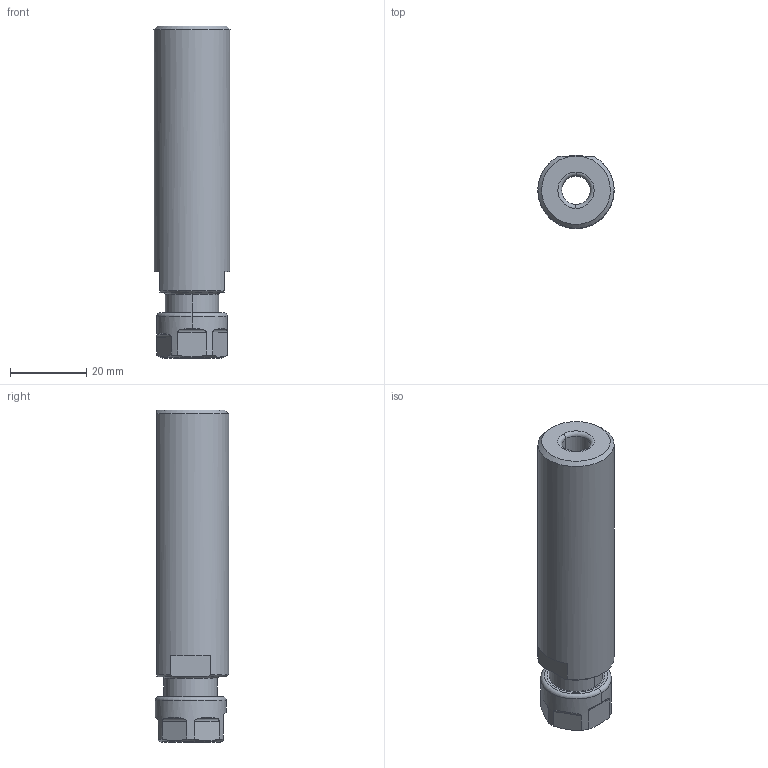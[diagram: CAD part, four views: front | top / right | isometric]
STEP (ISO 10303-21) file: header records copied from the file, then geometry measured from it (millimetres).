
FILE_DESCRIPTION((''),'2;1');
FILE_NAME('120_02_A_07_1','2020-09-17T',('103090'),(''),'CREO PARAMETRIC BY PTC INC, 2016260','CREO PARAMETRIC BY PTC INC, 2016260','');
FILE_SCHEMA(('CONFIG_CONTROL_DESIGN'));
Length unit declared in the file: millimetre
Products named in the file (1): 120_02_A_07_1
Bounding box: 19.96 x 19.3 x 87.1 mm (x, y, z)
Volume: 20493.2 mm3; surface area: 8435.5 mm2
Topology: 1 solids, 1 shells, 86 faces, 205 edges, 127 vertices
Faces by surface type: plane 26, cylinder 25, torus 21, cone 12, bspline 2
Entity records: 2748 total; most frequent: CARTESIAN_POINT 703, DIRECTION 442, ORIENTED_EDGE 410, EDGE_CURVE 205, AXIS2_PLACEMENT_3D 190, VERTEX_POINT 127, CIRCLE 103, EDGE_LOOP 94
